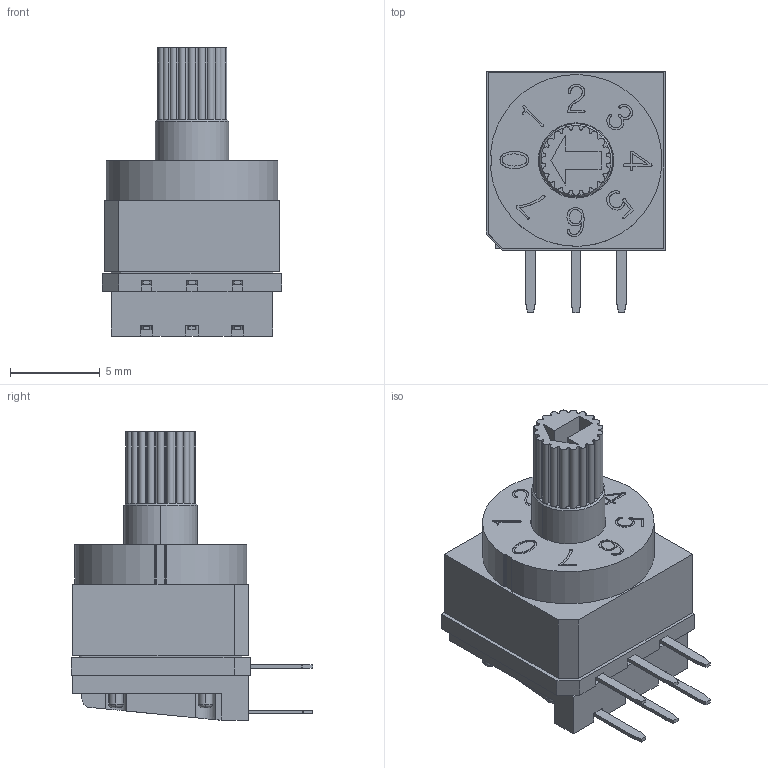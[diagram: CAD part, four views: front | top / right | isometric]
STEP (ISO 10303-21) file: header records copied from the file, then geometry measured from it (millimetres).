
FILE_DESCRIPTION (( 'STEP AP214' ), '1' );
FILE_NAME ('CUI_DEVICES_RDS4-8S-1012-73-RA-254-D-67.step', '2024-06-26T15:24:55', ( '' ), ( '' ), 'SwSTEP 2.0', 'SolidWorks 2024', '' );
FILE_SCHEMA (( 'AUTOMOTIVE_DESIGN' ));
Length unit declared in the file: inch
Products named in the file (4): CUI_DEVICES_RDS4-8S-1012-73-RA-254-D-67; RDS4-1012-73-RA HOUSING; RDS4-73-8 POSITION; RDS4-1012-73-RA-254 HOUSING
Assembly tree (3 placements, depth 2):
  CUI_DEVICES_RDS4-8S-1012-73-RA-254-D-67
    RDS4-1012-73-RA HOUSING
    RDS4-1012-73-RA-254 HOUSING
    RDS4-73-8 POSITION
Bounding box: 10 x 13.5 x 16.1 mm (x, y, z)
Volume: 882.7 mm3; surface area: 1116.5 mm2
Topology: 4 solids, 4 shells, 521 faces, 1426 edges, 927 vertices
Faces by surface type: plane 241, bspline 160, cylinder 110, torus 8, cone 2
Entity records: 20954 total; most frequent: CARTESIAN_POINT 8489, ORIENTED_EDGE 2852, DIRECTION 2103, EDGE_CURVE 1426, VERTEX_POINT 927, LINE 831, VECTOR 831, AXIS2_PLACEMENT_3D 636
